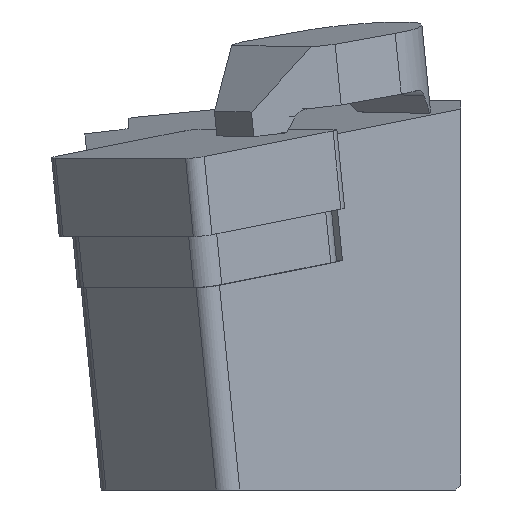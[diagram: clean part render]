
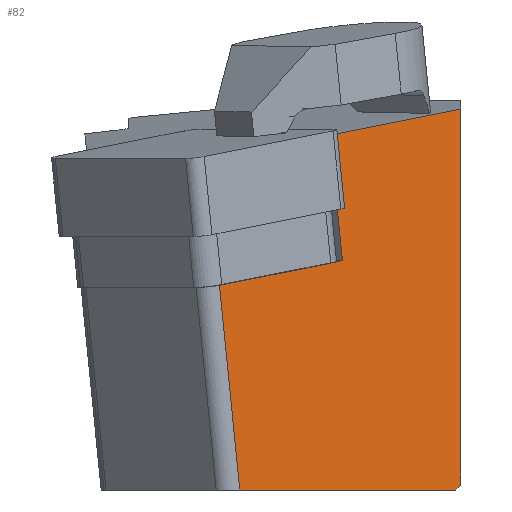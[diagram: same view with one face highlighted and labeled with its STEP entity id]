
A CAD part, left-side view. The second image highlights one B-rep face of the part: STEP entity #82.
In plain terms, the highlighted planar face has unit normal (-0.707, -0.707, 0).
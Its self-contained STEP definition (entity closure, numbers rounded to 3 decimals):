
#82=ADVANCED_FACE('',(#208),#155,.F.);
#155=PLANE('',#1351);
#208=FACE_OUTER_BOUND('',#282,.T.);
#282=EDGE_LOOP('',(#677,#678,#679,#680,#681,#682,#683,#684));
#351=LINE('',#1831,#494);
#360=LINE('',#1850,#503);
#367=LINE('',#1870,#510);
#380=LINE('',#1897,#523);
#381=LINE('',#1899,#524);
#382=LINE('',#1901,#525);
#383=LINE('',#1903,#526);
#384=LINE('',#1904,#527);
#494=VECTOR('',#1461,1.);
#503=VECTOR('',#1474,1.);
#510=VECTOR('',#1489,1.);
#523=VECTOR('',#1508,1.);
#524=VECTOR('',#1509,1.);
#525=VECTOR('',#1510,1.);
#526=VECTOR('',#1511,1.);
#527=VECTOR('',#1512,1.);
#677=ORIENTED_EDGE('',*,*,#1159,.T.);
#678=ORIENTED_EDGE('',*,*,#1160,.F.);
#679=ORIENTED_EDGE('',*,*,#1161,.F.);
#680=ORIENTED_EDGE('',*,*,#1162,.F.);
#681=ORIENTED_EDGE('',*,*,#1135,.F.);
#682=ORIENTED_EDGE('',*,*,#1145,.F.);
#683=ORIENTED_EDGE('',*,*,#1163,.T.);
#684=ORIENTED_EDGE('',*,*,#1126,.T.);
#1008=VERTEX_POINT('',#1829);
#1010=VERTEX_POINT('',#1832);
#1017=VERTEX_POINT('',#1849);
#1018=VERTEX_POINT('',#1851);
#1026=VERTEX_POINT('',#1869);
#1038=VERTEX_POINT('',#1898);
#1039=VERTEX_POINT('',#1900);
#1040=VERTEX_POINT('',#1902);
#1126=EDGE_CURVE('',#1010,#1008,#351,.T.);
#1135=EDGE_CURVE('',#1017,#1018,#360,.T.);
#1145=EDGE_CURVE('',#1026,#1017,#367,.T.);
#1159=EDGE_CURVE('',#1008,#1038,#380,.T.);
#1160=EDGE_CURVE('',#1039,#1038,#381,.T.);
#1161=EDGE_CURVE('',#1040,#1039,#382,.T.);
#1162=EDGE_CURVE('',#1018,#1040,#383,.T.);
#1163=EDGE_CURVE('',#1026,#1010,#384,.T.);
#1351=AXIS2_PLACEMENT_3D('',#1905,#1513,#1514);
#1461=DIRECTION('',(-0.7,0.7,-0.139));
#1474=DIRECTION('',(0.,0.,-1.));
#1489=DIRECTION('',(0.7,-0.7,0.139));
#1508=DIRECTION('',(-0.7,0.7,-0.139));
#1509=DIRECTION('',(-0.098,0.098,0.99));
#1510=DIRECTION('',(-0.707,0.707,0.));
#1511=DIRECTION('',(-0.577,0.577,-0.577));
#1512=DIRECTION('',(0.098,-0.098,-0.99));
#1513=DIRECTION('',(0.707,0.707,0.));
#1514=DIRECTION('',(0.707,-0.707,0.));
#1829=CARTESIAN_POINT('',(9.443,7.496,-6.233));
#1831=CARTESIAN_POINT('',(2.396,14.543,-7.633));
#1832=CARTESIAN_POINT('',(9.819,7.12,-6.158));
#1849=CARTESIAN_POINT('',(16.939,0.,2.972));
#1850=CARTESIAN_POINT('',(16.939,0.,-39.381));
#1851=CARTESIAN_POINT('',(16.939,0.,-19.7));
#1869=CARTESIAN_POINT('',(9.067,7.872,1.408));
#1870=CARTESIAN_POINT('',(1.645,15.294,-0.067));
#1897=CARTESIAN_POINT('',(2.396,14.543,-7.633));
#1898=CARTESIAN_POINT('',(2.396,14.543,-7.633));
#1899=CARTESIAN_POINT('',(5.551,11.388,-39.381));
#1900=CARTESIAN_POINT('',(3.625,13.314,-20.));
#1901=CARTESIAN_POINT('',(5.551,11.388,-20.));
#1902=CARTESIAN_POINT('',(16.639,0.3,-20.));
#1903=CARTESIAN_POINT('',(2.787,14.152,-33.852));
#1904=CARTESIAN_POINT('',(8.343,8.596,8.696));
#1905=CARTESIAN_POINT('',(5.551,11.388,-39.381));
